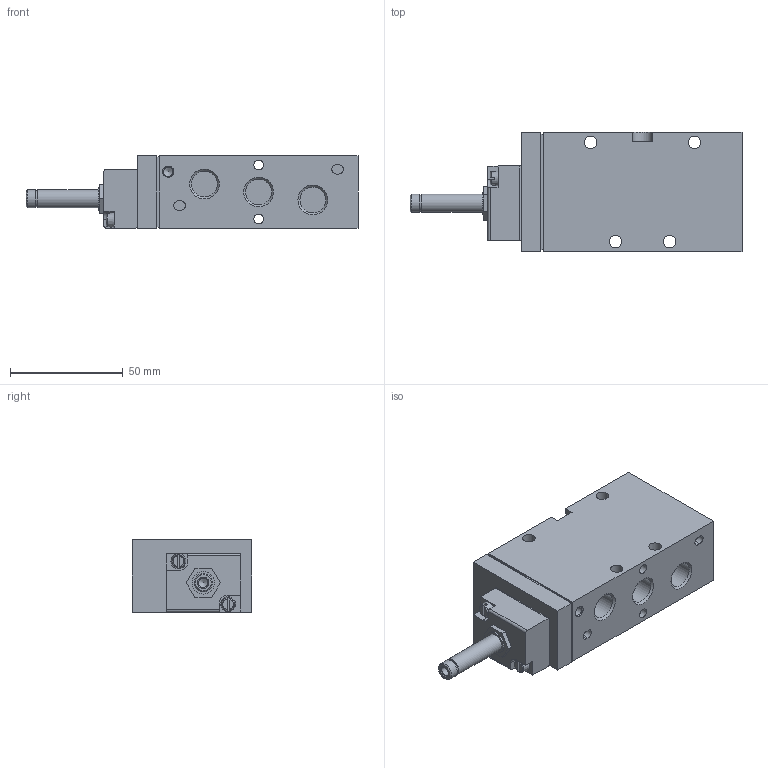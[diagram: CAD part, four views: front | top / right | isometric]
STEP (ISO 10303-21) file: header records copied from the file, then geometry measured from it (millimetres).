
FILE_DESCRIPTION(/* description */ ('STEP AP214'),/* implementation_level */ '2;1');
FILE_NAME(/* name */ '15902_MFH-5-1_4-S-B',/* time_stamp */ '2024-09-05T09:45:39+02:00',/* author */ ('License CC BY-ND 4.0'),/* organization */ ('CADENAS'),/* preprocessor_version */ 'ST-DEVELOPER v19.3',/* originating_system */ 'PARTsolutions',/* authorisation */ ' ');
FILE_SCHEMA (('AUTOMOTIVE_DESIGN {1 0 10303 214 3 1 1}'));
Length unit declared in the file: millimetre
Products named in the file (1): 15902 MFH-5-1/4-S-B
Bounding box: 147 x 53 x 32 mm (x, y, z)
Volume: 163731.3 mm3; surface area: 30674.3 mm2
Topology: 1 solids, 1 shells, 125 faces, 302 edges, 199 vertices
Faces by surface type: plane 73, cylinder 35, cone 13, torus 4
Full cylindrical faces by diameter (mm): 4.134 x2, 4.3 x2, 5.5 x4, 7 x1, 8 x2, 8.566 x1, 10 x1, 11.445 x5
Entity records: 3504 total; most frequent: CARTESIAN_POINT 630, DIRECTION 592, ORIENTED_EDGE 526, EDGE_CURVE 263, AXIS2_PLACEMENT_3D 219, VERTEX_POINT 193, FACE_BOUND 190, EDGE_LOOP 188
